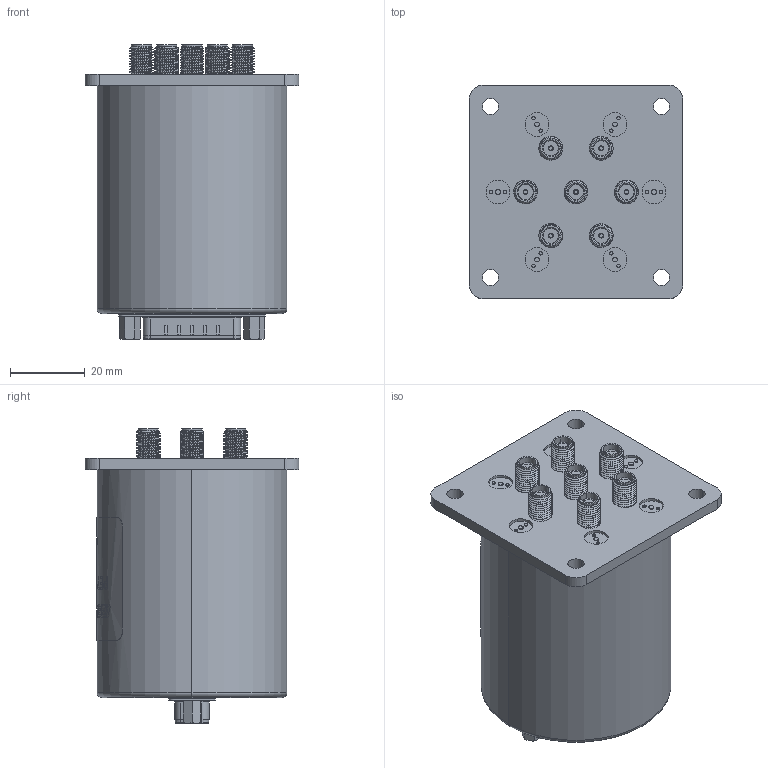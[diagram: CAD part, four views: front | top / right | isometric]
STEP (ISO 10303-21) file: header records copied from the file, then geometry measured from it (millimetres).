
FILE_DESCRIPTION (( 'STEP AP214' ), '1' );
FILE_NAME ('PE71S6377_3D.step', '2025-05-07T15:49:01', ( '' ), ( '' ), 'SwSTEP 2.0', 'SolidWorks 2022', '' );
FILE_SCHEMA (( 'AUTOMOTIVE_DESIGN' ));
Length unit declared in the file: inch
Products named in the file (1): PE71S6377_3D
Bounding box: 57.15 x 57.15 x 78.78 mm (x, y, z)
Volume: 136461.2 mm3; surface area: 27161.3 mm2
Topology: 20 solids, 20 shells, 1178 faces, 3364 edges, 2367 vertices
Faces by surface type: cylinder 540, plane 347, bspline 164, cone 58, torus 39, sphere 30
Entity records: 80842 total; most frequent: CARTESIAN_POINT 39483, ORIENTED_EDGE 6608, DIRECTION 4878, EDGE_CURVE 3304, VERTEX_POINT 2337, AXIS2_PLACEMENT_3D 1897, EDGE_LOOP 1375, FACE_OUTER_BOUND 1178
